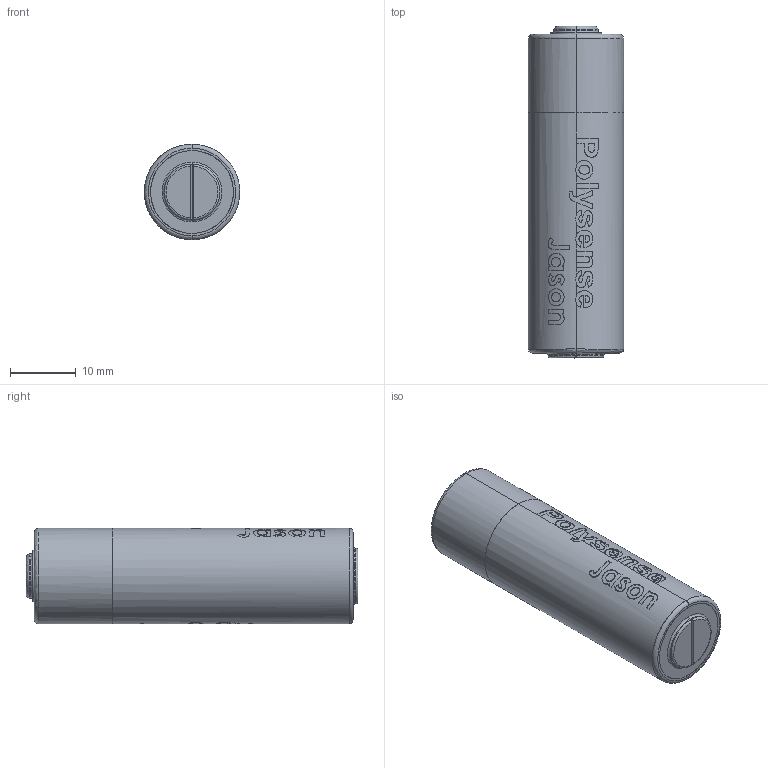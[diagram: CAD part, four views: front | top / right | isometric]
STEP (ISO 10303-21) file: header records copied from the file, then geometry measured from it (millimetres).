
FILE_DESCRIPTION (( 'STEP AP214' ), '1' );
FILE_NAME ('7655E8AC-4C10-4E60-8796-79987EFC52F6.STEP', '2024-07-27T08:38:46', ( '' ), ( '' ), 'SwSTEP 2.0', 'SolidWorks 2022', '' );
FILE_SCHEMA (( 'AUTOMOTIVE_DESIGN' ));
Length unit declared in the file: millimetre
Products named in the file (1): 7655E8AC-4C10-4E60-8796-79987EFC52F6
Bounding box: 14.5 x 50.5 x 14.5 mm (x, y, z)
Volume: 8083.9 mm3; surface area: 2574 mm2
Topology: 1 solids, 1 shells, 298 faces, 799 edges, 520 vertices
Faces by surface type: bspline 166, plane 83, cylinder 49
Entity records: 22237 total; most frequent: CARTESIAN_POINT 15606, ORIENTED_EDGE 1598, EDGE_CURVE 799, DIRECTION 703, VERTEX_POINT 520, B_SPLINE_CURVE_WITH_KNOTS 392, LINE 335, VECTOR 335
